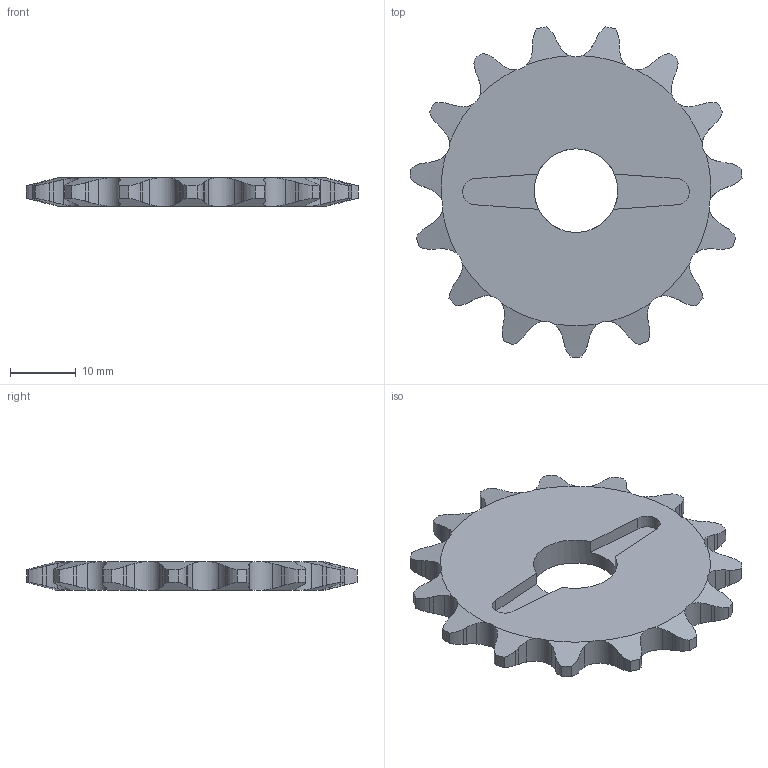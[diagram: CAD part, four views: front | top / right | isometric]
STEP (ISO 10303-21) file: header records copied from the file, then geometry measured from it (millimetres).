
FILE_DESCRIPTION(/* description */ (''),/* implementation_level */ '2;1');
FILE_NAME(/* name */ 'шестеренка серво v3.step',/* time_stamp */ '2022-03-13T18:58:31+03:00',/* author */ (''),/* organization */ (''),/* preprocessor_version */ 'ST-DEVELOPER v18.1',/* originating_system */ 'Autodesk Translation Framework v10.13.0.1454',/* authorisation */ '');
FILE_SCHEMA (('AUTOMOTIVE_DESIGN { 1 0 10303 214 3 1 1 }'));
Length unit declared in the file: inch
Products named in the file (1): шестеренка серво
Bounding box: 50.39 x 50.12 x 4.27 mm (x, y, z)
Volume: 5788.6 mm3; surface area: 3903.6 mm2
Topology: 1 solids, 1 shells, 161 faces, 477 edges, 318 vertices
Faces by surface type: cylinder 93, plane 38, cone 30
Full cylindrical faces by diameter (mm): 12.7 x1
Entity records: 6130 total; most frequent: CARTESIAN_POINT 2157, ORIENTED_EDGE 954, DIRECTION 661, EDGE_CURVE 477, VERTEX_POINT 318, AXIS2_PLACEMENT_3D 262, B_SPLINE_CURVE_WITH_KNOTS 240, EDGE_LOOP 163
